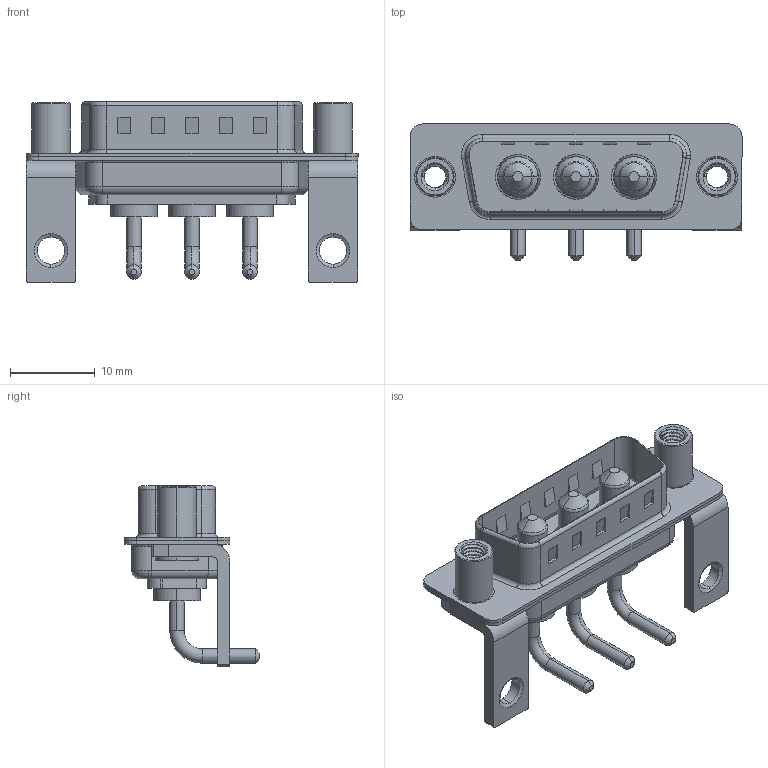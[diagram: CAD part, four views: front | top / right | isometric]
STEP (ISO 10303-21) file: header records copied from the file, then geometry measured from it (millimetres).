
FILE_DESCRIPTION (( 'STEP AP203' ), '1' );
FILE_NAME ('629-3W3-640-1NE.STEP', '2022-05-09T16:54:12', ( '' ), ( '' ), 'SwSTEP 2.0', 'SolidWorks 2020', '' );
FILE_SCHEMA (( 'CONFIG_CONTROL_DESIGN' ));
Length unit declared in the file: millimetre
Products named in the file (7): Power Pin_10A RA; 629Combo Housing_3W3; 629Combo Stabilizer Bracket; 629Combo Shell Front_15 Contacts; 629Combo Shell Rear_15 Contacts; 629-3W3-640-1NE; 629Combo Threaded Standoff_D
Assembly tree (10 placements, depth 2):
  629-3W3-640-1NE
    629Combo Housing_3W3
    629Combo Shell Rear_15 Contacts
    629Combo Shell Front_15 Contacts
    629Combo Stabilizer Bracket  x2
    629Combo Threaded Standoff_D  x2
    Power Pin_10A RA  x3
Bounding box: 39.2 x 16.05 x 21.3 mm (x, y, z)
Volume: 2461.6 mm3; surface area: 5761.2 mm2
Topology: 13 solids, 13 shells, 567 faces, 1403 edges, 884 vertices
Faces by surface type: cylinder 268, plane 191, torus 62, cone 37, bspline 9
Entity records: 15309 total; most frequent: CARTESIAN_POINT 4529, DIRECTION 2149, ORIENTED_EDGE 2050, EDGE_CURVE 1025, AXIS2_PLACEMENT_3D 800, VERTEX_POINT 647, LINE 549, VECTOR 549
